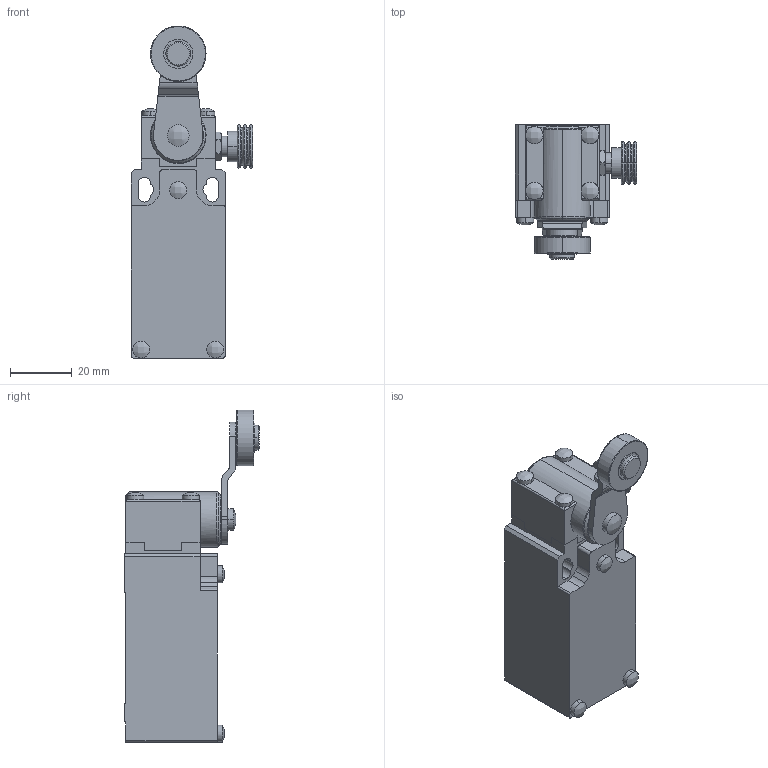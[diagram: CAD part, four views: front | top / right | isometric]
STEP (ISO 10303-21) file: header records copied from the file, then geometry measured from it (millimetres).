
FILE_DESCRIPTION (( 'STEP AP214' ), '1' );
FILE_NAME ('AP2R41X11.step', '2017-12-19T21:37:29', ( '' ), ( '' ), 'SwSTEP 2.0', 'SolidWorks 2017', '' );
FILE_SCHEMA (( 'AUTOMOTIVE_DESIGN' ));
Length unit declared in the file: inch
Products named in the file (1): AP2R41X11
Bounding box: 39.2 x 43.6 x 107.5 mm (x, y, z)
Volume: 67017 mm3; surface area: 16778.3 mm2
Topology: 3 solids, 3 shells, 255 faces, 643 edges, 406 vertices
Faces by surface type: plane 108, cylinder 84, bspline 33, cone 20, torus 10
Entity records: 8244 total; most frequent: CARTESIAN_POINT 2169, ORIENTED_EDGE 1270, DIRECTION 1267, EDGE_CURVE 635, AXIS2_PLACEMENT_3D 482, VERTEX_POINT 402, LINE 303, VECTOR 303
